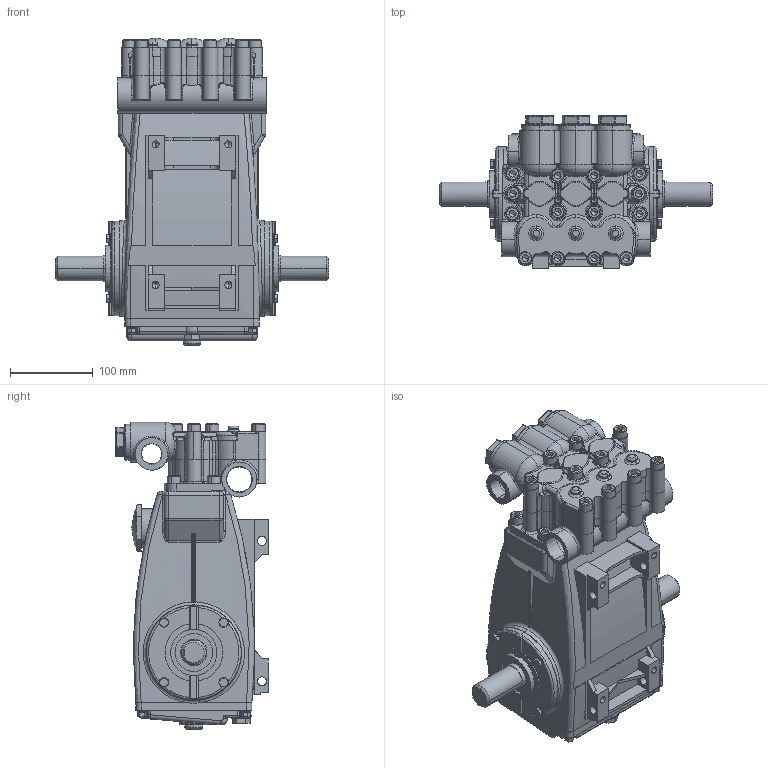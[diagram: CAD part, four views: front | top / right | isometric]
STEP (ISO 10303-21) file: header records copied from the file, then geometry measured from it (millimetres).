
FILE_DESCRIPTION (( 'STEP AP214' ), '1' );
FILE_NAME ('1540E.STEP', '2009-04-30T21:24:27', ( 'Steve Larson' ), ( 'Diversified Dynamics' ), 'SwSTEP 2.0', 'SolidWorks 2009', '' );
FILE_SCHEMA (( 'AUTOMOTIVE_DESIGN' ));
Length unit declared in the file: inch
Products named in the file (6): 15frame_drive_end; 48940; 48948; Socket Head Cap Screw_AM_B18.3.1M - 10 x 1.5 x 55 Hex SHCS -- 55NHX; Socket Head Cap Screw_AM_B18.3.1M - 10 x 1.5 x 20 Hex SHCS -- 20NHX; 1540E
Assembly tree (17 placements, depth 2):
  1540E
    Socket Head Cap Screw_AM_B18.3.1M - 10 x 1.5 x 55 Hex SHCS -- 55NHX  x10
    48948
    48940
    Socket Head Cap Screw_AM_B18.3.1M - 10 x 1.5 x 20 Hex SHCS -- 20NHX  x4
    15frame_drive_end
Bounding box: 329.95 x 184.46 x 371.69 mm (x, y, z)
Volume: 7750414.6 mm3; surface area: 482691.8 mm2
Topology: 17 solids, 17 shells, 1894 faces, 4617 edges, 2735 vertices
Faces by surface type: plane 751, cylinder 587, torus 228, bspline 161, cone 121, sphere 46
Entity records: 75255 total; most frequent: CARTESIAN_POINT 21912, DIRECTION 7771, ORIENTED_EDGE 7678, EDGE_CURVE 3839, AXIS2_PLACEMENT_3D 3111, VERTEX_POINT 2337, CIRCLE 1682, EDGE_LOOP 1668
